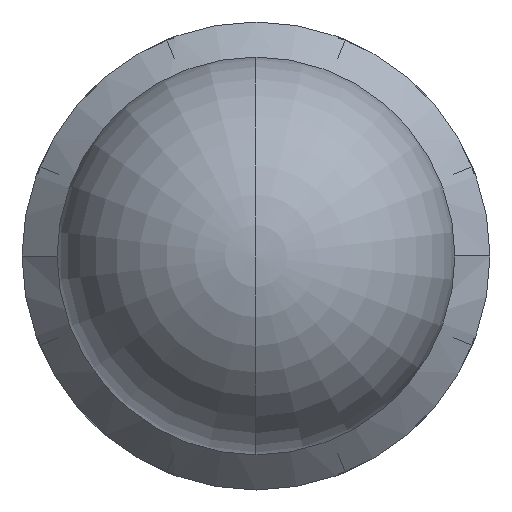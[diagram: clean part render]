
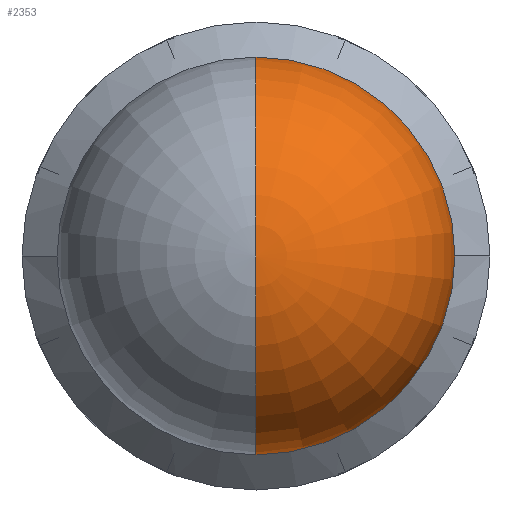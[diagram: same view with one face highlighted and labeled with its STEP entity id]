
A CAD part, front view. The second image highlights one B-rep face of the part: STEP entity #2353.
In plain terms, the highlighted toroidal (fillet/blend) face has major radius 0.01 mm and minor radius 0.5 mm.
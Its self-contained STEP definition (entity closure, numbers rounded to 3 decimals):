
#56 = DIRECTION ( 'NONE',  ( -1., 0., 0. ) ) ;
#361 = DIRECTION ( 'NONE',  ( 0., 0., -1. ) ) ;
#374 = DIRECTION ( 'NONE',  ( 0., -1., 0. ) ) ;
#548 = CARTESIAN_POINT ( 'NONE',  ( 0., -24.961, 0. ) ) ;
#781 = CIRCLE ( 'NONE', #3362, 0.5 ) ;
#842 = VERTEX_POINT ( 'NONE', #3076 ) ;
#899 = DIRECTION ( 'NONE',  ( 0., 0., 1. ) ) ;
#959 = AXIS2_PLACEMENT_3D ( 'NONE', #1210, #374, #361 ) ;
#974 = DIRECTION ( 'NONE',  ( 1., 0., 0. ) ) ;
#1203 = ORIENTED_EDGE ( 'NONE', *, *, #3031, .F. ) ;
#1210 = CARTESIAN_POINT ( 'NONE',  ( 0., -24.961, 0. ) ) ;
#1214 = CIRCLE ( 'NONE', #1333, 0.5 ) ;
#1233 = VERTEX_POINT ( 'NONE', #2132 ) ;
#1333 = AXIS2_PLACEMENT_3D ( 'NONE', #1470, #56, #899 ) ;
#1437 = CARTESIAN_POINT ( 'NONE',  ( 0., -24.961, 0.51 ) ) ;
#1470 = CARTESIAN_POINT ( 'NONE',  ( 0., -24.961, -0.01 ) ) ;
#1663 = EDGE_CURVE ( 'Defeature ausgef�hrt1_5+Defeature ausgef�hrt1_6+Defeature ausgef�hrt1_6+Defeature ausgef�hrt1_6', #1233, #2953, #2206, .T. ) ;
#1712 = DIRECTION ( 'NONE',  ( 0., -1., 0. ) ) ;
#1968 = ORIENTED_EDGE ( 'NONE', *, *, #1663, .T. ) ;
#2106 = TOROIDAL_SURFACE ( 'NONE', #959, 0.01, 0.5 ) ;
#2132 = CARTESIAN_POINT ( 'NONE',  ( 0., -24.961, -0.51 ) ) ;
#2206 = CIRCLE ( 'NONE', #2611, 0.51 ) ;
#2240 = FACE_OUTER_BOUND ( 'NONE', #2302, .T. ) ;
#2302 = EDGE_LOOP ( 'NONE', ( #1968, #3725, #1203 ) ) ;
#2353 = ADVANCED_FACE ( 'Defeature ausgef�hrt1_5', ( #2240 ), #2106, .T. ) ;
#2574 = DIRECTION ( 'NONE',  ( 0., 0., -1. ) ) ;
#2611 = AXIS2_PLACEMENT_3D ( 'NONE', #548, #1712, #2574 ) ;
#2783 = EDGE_CURVE ( 'NONE', #2953, #842, #781, .T. ) ;
#2953 = VERTEX_POINT ( 'NONE', #1437 ) ;
#3010 = CARTESIAN_POINT ( 'NONE',  ( 0., -24.961, 0.01 ) ) ;
#3031 = EDGE_CURVE ( 'NONE', #1233, #842, #1214, .T. ) ;
#3076 = CARTESIAN_POINT ( 'NONE',  ( 0., -25.461, 0. ) ) ;
#3254 = DIRECTION ( 'NONE',  ( 0., 0., -1. ) ) ;
#3362 = AXIS2_PLACEMENT_3D ( 'NONE', #3010, #974, #3254 ) ;
#3725 = ORIENTED_EDGE ( 'NONE', *, *, #2783, .T. ) ;
